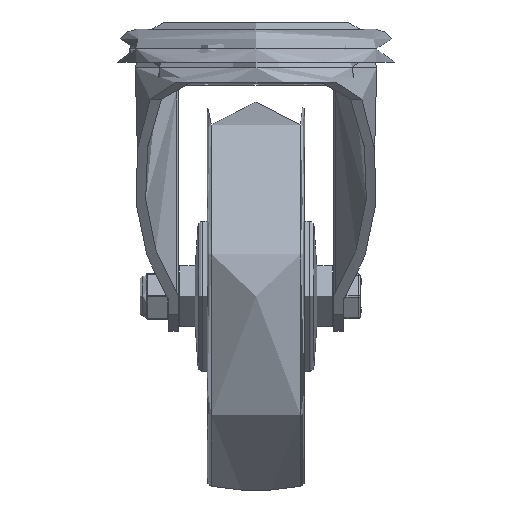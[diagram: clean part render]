
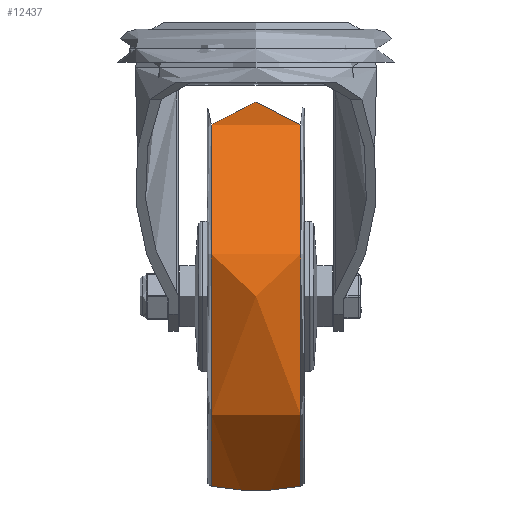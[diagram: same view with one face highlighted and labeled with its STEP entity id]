
A CAD part, left-side view. The second image highlights one B-rep face of the part: STEP entity #12437.
In plain terms, the highlighted free-form (B-spline) face has degree [2, 2] with [3, 9] control points.
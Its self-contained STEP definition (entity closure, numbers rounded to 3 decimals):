
#54=(
BOUNDED_SURFACE()
B_SPLINE_SURFACE(2,2,((#19045,#19046,#19047,#19048,#19049,#19050,#19051,
#19052,#19053),(#19054,#19055,#19056,#19057,#19058,#19059,#19060,#19061,
#19062),(#19063,#19064,#19065,#19066,#19067,#19068,#19069,#19070,#19071)),
 .UNSPECIFIED.,.F.,.T.,.F.)
B_SPLINE_SURFACE_WITH_KNOTS((3,3),(3,2,2,2,3),(-0.183,0.183),
(-3.142,-1.571,0.,1.571,3.142),
 .UNSPECIFIED.)
GEOMETRIC_REPRESENTATION_ITEM()
RATIONAL_B_SPLINE_SURFACE(((1.,0.707,1.,0.707,1.,
0.707,1.,0.707,1.),(0.983,0.695,
0.983,0.695,0.983,0.695,
0.983,0.695,0.983),(1.,0.707,
1.,0.707,1.,0.707,1.,0.707,1.)))
REPRESENTATION_ITEM('')
SURFACE()
);
#3436=FACE_OUTER_BOUND('',#4225,.T.);
#4225=EDGE_LOOP('',(#9299,#9300,#9301,#9302));
#5065=CIRCLE('',#13475,78.317);
#5066=CIRCLE('',#13476,101.);
#5067=CIRCLE('',#13477,78.317);
#5687=VERTEX_POINT('',#19042);
#5688=VERTEX_POINT('',#19072);
#7049=EDGE_CURVE('',#5687,#5687,#5065,.T.);
#7050=EDGE_CURVE('',#5687,#5688,#5066,.T.);
#7051=EDGE_CURVE('',#5688,#5688,#5067,.T.);
#9299=ORIENTED_EDGE('',*,*,#7049,.F.);
#9300=ORIENTED_EDGE('',*,*,#7050,.T.);
#9301=ORIENTED_EDGE('',*,*,#7051,.T.);
#9302=ORIENTED_EDGE('',*,*,#7050,.F.);
#12437=ADVANCED_FACE('',(#3436),#54,.F.);
#13475=AXIS2_PLACEMENT_3D('',#19044,#15022,#15023);
#13476=AXIS2_PLACEMENT_3D('',#19073,#15024,#15025);
#13477=AXIS2_PLACEMENT_3D('',#19074,#15026,#15027);
#15022=DIRECTION('center_axis',(0.,1.,0.));
#15023=DIRECTION('ref_axis',(0.,0.,
1.));
#15024=DIRECTION('center_axis',(-1.,0.,0.));
#15025=DIRECTION('ref_axis',(0.,0.,
-1.));
#15026=DIRECTION('center_axis',(0.,1.,0.));
#15027=DIRECTION('ref_axis',(0.,0.,
1.));
#19042=CARTESIAN_POINT('',(0.,18.364,-78.317));
#19044=CARTESIAN_POINT('Origin',(0.,18.364,
0.));
#19045=CARTESIAN_POINT('Ctrl Pts',(0.,-18.364,
-78.317));
#19046=CARTESIAN_POINT('Ctrl Pts',(-78.317,-18.364,
-78.317));
#19047=CARTESIAN_POINT('Ctrl Pts',(-78.317,-18.364,
0.));
#19048=CARTESIAN_POINT('Ctrl Pts',(-78.317,-18.364,
78.317));
#19049=CARTESIAN_POINT('Ctrl Pts',(0.,-18.364,
78.317));
#19050=CARTESIAN_POINT('Ctrl Pts',(78.317,-18.364,78.317));
#19051=CARTESIAN_POINT('Ctrl Pts',(78.317,-18.364,0.));
#19052=CARTESIAN_POINT('Ctrl Pts',(78.317,-18.364,-78.317));
#19053=CARTESIAN_POINT('Ctrl Pts',(0.,-18.364,
-78.317));
#19054=CARTESIAN_POINT('Ctrl Pts',(0.,0.,
-81.712));
#19055=CARTESIAN_POINT('Ctrl Pts',(-81.712,0.,
-81.712));
#19056=CARTESIAN_POINT('Ctrl Pts',(-81.712,0.,
0.));
#19057=CARTESIAN_POINT('Ctrl Pts',(-81.712,0.,
81.712));
#19058=CARTESIAN_POINT('Ctrl Pts',(0.,0.,
81.712));
#19059=CARTESIAN_POINT('Ctrl Pts',(81.712,0.,
81.712));
#19060=CARTESIAN_POINT('Ctrl Pts',(81.712,0.,
0.));
#19061=CARTESIAN_POINT('Ctrl Pts',(81.712,0.,
-81.712));
#19062=CARTESIAN_POINT('Ctrl Pts',(0.,0.,
-81.712));
#19063=CARTESIAN_POINT('Ctrl Pts',(0.,18.364,
-78.317));
#19064=CARTESIAN_POINT('Ctrl Pts',(-78.317,18.364,-78.317));
#19065=CARTESIAN_POINT('Ctrl Pts',(-78.317,18.364,0.));
#19066=CARTESIAN_POINT('Ctrl Pts',(-78.317,18.364,78.317));
#19067=CARTESIAN_POINT('Ctrl Pts',(0.,18.364,
78.317));
#19068=CARTESIAN_POINT('Ctrl Pts',(78.317,18.364,78.317));
#19069=CARTESIAN_POINT('Ctrl Pts',(78.317,18.364,0.));
#19070=CARTESIAN_POINT('Ctrl Pts',(78.317,18.364,-78.317));
#19071=CARTESIAN_POINT('Ctrl Pts',(0.,18.364,
-78.317));
#19072=CARTESIAN_POINT('',(0.,-18.364,-78.317));
#19073=CARTESIAN_POINT('Origin',(0.,0.,
21.));
#19074=CARTESIAN_POINT('Origin',(0.,-18.364,
0.));
